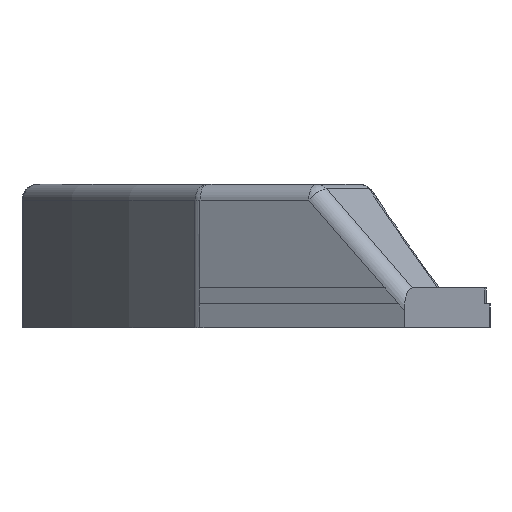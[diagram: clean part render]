
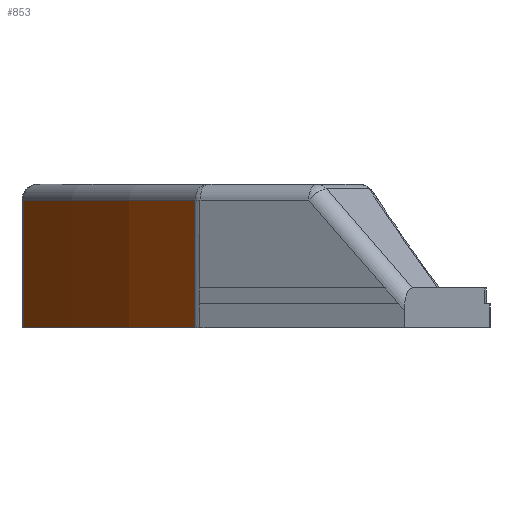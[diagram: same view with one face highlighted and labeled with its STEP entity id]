
A CAD part, left-side view. The second image highlights one B-rep face of the part: STEP entity #853.
In plain terms, the highlighted cylindrical face has radius 187 mm (diameter 374 mm), a partial arc.
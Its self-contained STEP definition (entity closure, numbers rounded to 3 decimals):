
#102=FACE_OUTER_BOUND('',#160,.T.);
#160=EDGE_LOOP('',(#722,#723,#724,#725));
#232=LINE('',#1565,#286);
#235=LINE('',#1577,#289);
#286=VECTOR('',#1224,10.);
#289=VECTOR('',#1241,10.);
#298=CIRCLE('',#899,187.);
#342=CIRCLE('',#982,187.);
#361=VERTEX_POINT('',#1326);
#362=VERTEX_POINT('',#1328);
#419=VERTEX_POINT('',#1563);
#421=VERTEX_POINT('',#1575);
#437=EDGE_CURVE('',#362,#361,#298,.T.);
#529=EDGE_CURVE('',#419,#361,#232,.T.);
#534=EDGE_CURVE('',#421,#419,#342,.T.);
#535=EDGE_CURVE('',#362,#421,#235,.T.);
#722=ORIENTED_EDGE('',*,*,#529,.F.);
#723=ORIENTED_EDGE('',*,*,#534,.F.);
#724=ORIENTED_EDGE('',*,*,#535,.F.);
#725=ORIENTED_EDGE('',*,*,#437,.T.);
#810=CYLINDRICAL_SURFACE('',#981,187.);
#853=ADVANCED_FACE('',(#102),#810,.T.);
#899=AXIS2_PLACEMENT_3D('',#1329,#1031,#1032);
#981=AXIS2_PLACEMENT_3D('',#1574,#1237,#1238);
#982=AXIS2_PLACEMENT_3D('',#1576,#1239,#1240);
#1031=DIRECTION('center_axis',(0.,0.,1.));
#1032=DIRECTION('ref_axis',(-0.358,0.934,0.));
#1224=DIRECTION('',(0.,0.,-1.));
#1237=DIRECTION('center_axis',(0.,0.,1.));
#1238=DIRECTION('ref_axis',(-0.358,0.934,0.));
#1239=DIRECTION('center_axis',(0.,0.,1.));
#1240=DIRECTION('ref_axis',(-0.484,0.875,0.));
#1241=DIRECTION('',(0.,0.,1.));
#1326=CARTESIAN_POINT('',(-107.647,152.909,0.));
#1328=CARTESIAN_POINT('',(-67.364,174.445,0.));
#1329=CARTESIAN_POINT('Origin',(0.,0.,0.));
#1563=CARTESIAN_POINT('',(-107.647,152.909,16.));
#1565=CARTESIAN_POINT('',(-107.647,152.909,0.));
#1574=CARTESIAN_POINT('Origin',(0.,0.,0.));
#1575=CARTESIAN_POINT('',(-67.364,174.445,16.));
#1576=CARTESIAN_POINT('Origin',(0.,0.,16.));
#1577=CARTESIAN_POINT('',(-67.364,174.445,0.));
